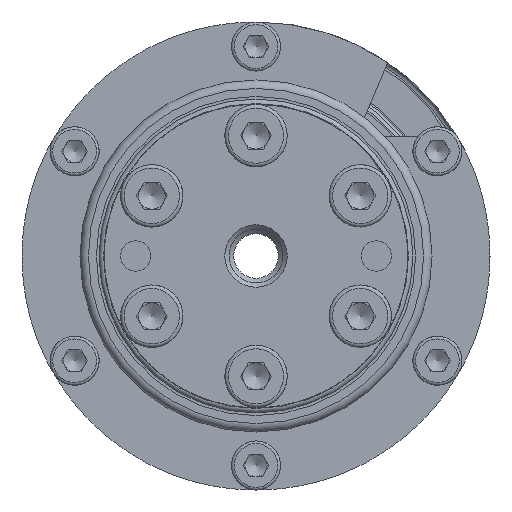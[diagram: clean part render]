
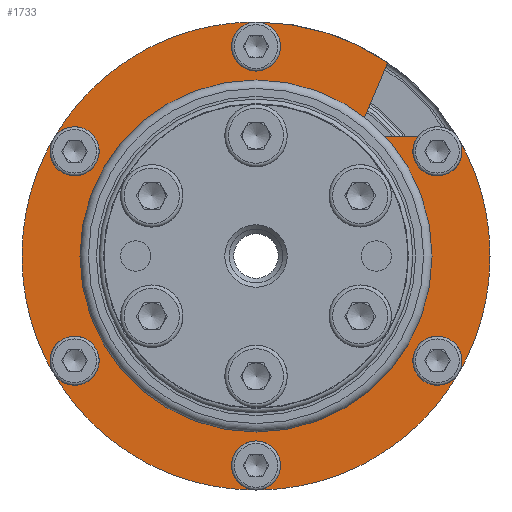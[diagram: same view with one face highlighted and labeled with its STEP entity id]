
A CAD part, left-side view. The second image highlights one B-rep face of the part: STEP entity #1733.
In plain terms, the highlighted planar face has unit normal (-1, 0, 0).
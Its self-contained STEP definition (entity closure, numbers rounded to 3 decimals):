
#1733 = ADVANCED_FACE( '', ( #3887, #3888 ), #3889, .T. );
#3887 = FACE_OUTER_BOUND( '', #6276, .T. );
#3888 = FACE_BOUND( '', #6277, .T. );
#3889 = PLANE( '', #6278 );
#6276 = EDGE_LOOP( '', ( #10760, #10761, #10762, #10763, #10764, #10765, #10766, #10767, #10768, #10769, #10770, #10771 ) );
#6277 = EDGE_LOOP( '', ( #10772 ) );
#6278 = AXIS2_PLACEMENT_3D( '', #10773, #10774, #10775 );
#10760 = ORIENTED_EDGE( '', *, *, #12148, .T. );
#10761 = ORIENTED_EDGE( '', *, *, #13480, .F. );
#10762 = ORIENTED_EDGE( '', *, *, #12147, .T. );
#10763 = ORIENTED_EDGE( '', *, *, #13209, .F. );
#10764 = ORIENTED_EDGE( '', *, *, #12146, .T. );
#10765 = ORIENTED_EDGE( '', *, *, #13520, .F. );
#10766 = ORIENTED_EDGE( '', *, *, #12151, .T. );
#10767 = ORIENTED_EDGE( '', *, *, #11937, .F. );
#10768 = ORIENTED_EDGE( '', *, *, #12150, .T. );
#10769 = ORIENTED_EDGE( '', *, *, #12290, .F. );
#10770 = ORIENTED_EDGE( '', *, *, #12149, .T. );
#10771 = ORIENTED_EDGE( '', *, *, #13029, .F. );
#10772 = ORIENTED_EDGE( '', *, *, #11975, .F. );
#10773 = CARTESIAN_POINT( '', ( 1.25, 0., 26.25 ) );
#10774 = DIRECTION( '', ( -1., 0., 0. ) );
#10775 = DIRECTION( '', ( 0., 0., 1. ) );
#11937 = EDGE_CURVE( '', #13858, #13858, #13859, .T. );
#11975 = EDGE_CURVE( '', #13924, #13924, #13925, .T. );
#12146 = EDGE_CURVE( '', #14220, #14221, #14222, .T. );
#12147 = EDGE_CURVE( '', #14223, #14220, #14224, .T. );
#12148 = EDGE_CURVE( '', #14225, #14223, #14226, .T. );
#12149 = EDGE_CURVE( '', #14227, #14225, #14228, .T. );
#12150 = EDGE_CURVE( '', #13858, #14227, #14229, .T. );
#12151 = EDGE_CURVE( '', #14221, #13858, #14230, .T. );
#12290 = EDGE_CURVE( '', #14227, #14227, #14460, .T. );
#13029 = EDGE_CURVE( '', #14225, #14225, #15596, .T. );
#13209 = EDGE_CURVE( '', #14220, #14220, #15848, .T. );
#13480 = EDGE_CURVE( '', #14223, #14223, #16197, .T. );
#13520 = EDGE_CURVE( '', #14221, #14221, #16246, .T. );
#13858 = VERTEX_POINT( '', #16611 );
#13859 = CIRCLE( '', #16612, 2.75 );
#13924 = VERTEX_POINT( '', #16759 );
#13925 = CIRCLE( '', #16760, 17.6 );
#14220 = VERTEX_POINT( '', #17158 );
#14221 = VERTEX_POINT( '', #17159 );
#14222 = CIRCLE( '', #17160, 26.25 );
#14223 = VERTEX_POINT( '', #17161 );
#14224 = CIRCLE( '', #17162, 26.25 );
#14225 = VERTEX_POINT( '', #17163 );
#14226 = CIRCLE( '', #17164, 26.25 );
#14227 = VERTEX_POINT( '', #17165 );
#14228 = CIRCLE( '', #17166, 26.25 );
#14229 = CIRCLE( '', #17167, 26.25 );
#14230 = CIRCLE( '', #17168, 26.25 );
#14460 = CIRCLE( '', #17522, 2.75 );
#15596 = CIRCLE( '', #19603, 2.75 );
#15848 = CIRCLE( '', #19955, 2.75 );
#16197 = CIRCLE( '', #20479, 2.75 );
#16246 = CIRCLE( '', #20577, 2.75 );
#16611 = CARTESIAN_POINT( '', ( 1.25, 22.733, -13.125 ) );
#16612 = AXIS2_PLACEMENT_3D( '', #21207, #21208, #21209 );
#16759 = CARTESIAN_POINT( '', ( 1.25, 0., 17.6 ) );
#16760 = AXIS2_PLACEMENT_3D( '', #21256, #21257, #21258 );
#17158 = CARTESIAN_POINT( '', ( 1.25, 0., 26.25 ) );
#17159 = CARTESIAN_POINT( '', ( 1.25, 22.733, 13.125 ) );
#17160 = AXIS2_PLACEMENT_3D( '', #21510, #21511, #21512 );
#17161 = CARTESIAN_POINT( '', ( 1.25, -22.733, 13.125 ) );
#17162 = AXIS2_PLACEMENT_3D( '', #21513, #21514, #21515 );
#17163 = CARTESIAN_POINT( '', ( 1.25, -22.733, -13.125 ) );
#17164 = AXIS2_PLACEMENT_3D( '', #21516, #21517, #21518 );
#17165 = CARTESIAN_POINT( '', ( 1.25, 0., -26.25 ) );
#17166 = AXIS2_PLACEMENT_3D( '', #21519, #21520, #21521 );
#17167 = AXIS2_PLACEMENT_3D( '', #21522, #21523, #21524 );
#17168 = AXIS2_PLACEMENT_3D( '', #21525, #21526, #21527 );
#17522 = AXIS2_PLACEMENT_3D( '', #21739, #21740, #21741 );
#19603 = AXIS2_PLACEMENT_3D( '', #22681, #22682, #22683 );
#19955 = AXIS2_PLACEMENT_3D( '', #22901, #22902, #22903 );
#20479 = AXIS2_PLACEMENT_3D( '', #23223, #23224, #23225 );
#20577 = AXIS2_PLACEMENT_3D( '', #23269, #23270, #23271 );
#21207 = CARTESIAN_POINT( '', ( 1.25, 20.352, -11.75 ) );
#21208 = DIRECTION( '', ( -1., 0., 0. ) );
#21209 = DIRECTION( '', ( 0., 0., 1. ) );
#21256 = CARTESIAN_POINT( '', ( 1.25, 0., 0. ) );
#21257 = DIRECTION( '', ( -1., 0., 0. ) );
#21258 = DIRECTION( '', ( 0., 0., 1. ) );
#21510 = CARTESIAN_POINT( '', ( 1.25, 0., 0. ) );
#21511 = DIRECTION( '', ( -1., 0., 0. ) );
#21512 = DIRECTION( '', ( 0., 0., 1. ) );
#21513 = CARTESIAN_POINT( '', ( 1.25, 0., 0. ) );
#21514 = DIRECTION( '', ( -1., 0., 0. ) );
#21515 = DIRECTION( '', ( 0., 0., 1. ) );
#21516 = CARTESIAN_POINT( '', ( 1.25, 0., 0. ) );
#21517 = DIRECTION( '', ( -1., 0., 0. ) );
#21518 = DIRECTION( '', ( 0., 0., 1. ) );
#21519 = CARTESIAN_POINT( '', ( 1.25, 0., 0. ) );
#21520 = DIRECTION( '', ( -1., 0., 0. ) );
#21521 = DIRECTION( '', ( 0., 0., 1. ) );
#21522 = CARTESIAN_POINT( '', ( 1.25, 0., 0. ) );
#21523 = DIRECTION( '', ( -1., 0., 0. ) );
#21524 = DIRECTION( '', ( 0., 0., 1. ) );
#21525 = CARTESIAN_POINT( '', ( 1.25, 0., 0. ) );
#21526 = DIRECTION( '', ( -1., 0., 0. ) );
#21527 = DIRECTION( '', ( 0., 0., 1. ) );
#21739 = CARTESIAN_POINT( '', ( 1.25, 0., -23.5 ) );
#21740 = DIRECTION( '', ( -1., 0., 0. ) );
#21741 = DIRECTION( '', ( 0., 0., 1. ) );
#22681 = CARTESIAN_POINT( '', ( 1.25, -20.352, -11.75 ) );
#22682 = DIRECTION( '', ( -1., 0., 0. ) );
#22683 = DIRECTION( '', ( 0., 0., 1. ) );
#22901 = CARTESIAN_POINT( '', ( 1.25, 0., 23.5 ) );
#22902 = DIRECTION( '', ( -1., 0., 0. ) );
#22903 = DIRECTION( '', ( 0., 0., 1. ) );
#23223 = CARTESIAN_POINT( '', ( 1.25, -20.352, 11.75 ) );
#23224 = DIRECTION( '', ( -1., 0., 0. ) );
#23225 = DIRECTION( '', ( 0., 0., 1. ) );
#23269 = CARTESIAN_POINT( '', ( 1.25, 20.352, 11.75 ) );
#23270 = DIRECTION( '', ( -1., 0., 0. ) );
#23271 = DIRECTION( '', ( 0., 0., 1. ) );
